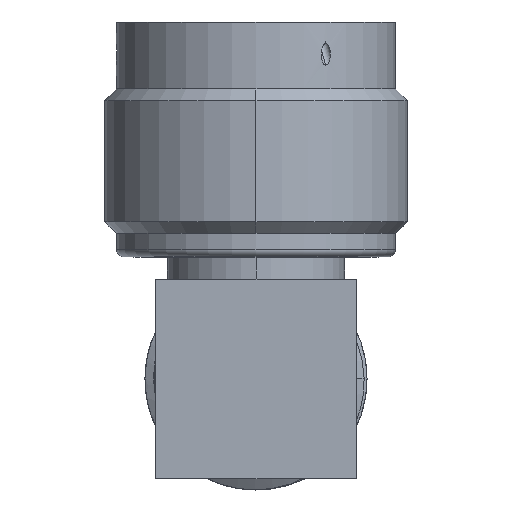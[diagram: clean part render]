
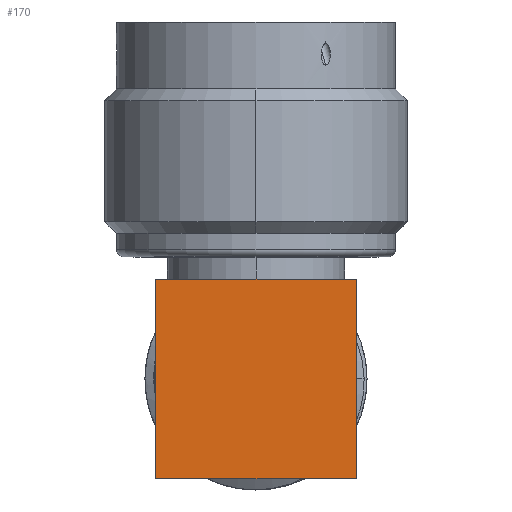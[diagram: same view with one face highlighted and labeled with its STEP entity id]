
A CAD part, left-side view. The second image highlights one B-rep face of the part: STEP entity #170.
In plain terms, the highlighted planar face has unit normal (-1, 0, 0).
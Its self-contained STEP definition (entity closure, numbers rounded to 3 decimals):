
#5=DIRECTION('',(0.,-1.,0.));
#6=VECTOR('',#5,14.288);
#7=CARTESIAN_POINT('',(-7.144,7.144,-7.112));
#8=LINE('',#7,#6);
#35=DIRECTION('',(0.,0.,1.));
#36=VECTOR('',#35,14.224);
#37=CARTESIAN_POINT('',(-7.144,-7.144,-7.112));
#38=LINE('',#37,#36);
#39=DIRECTION('',(0.,0.,1.));
#40=VECTOR('',#39,14.224);
#41=CARTESIAN_POINT('',(-7.144,7.144,-7.112));
#42=LINE('',#41,#40);
#55=DIRECTION('',(0.,-1.,0.));
#56=VECTOR('',#55,14.288);
#57=CARTESIAN_POINT('',(-7.144,7.144,7.112));
#58=LINE('',#57,#56);
#70=CARTESIAN_POINT('',(-7.144,7.144,-7.112));
#72=VERTEX_POINT('',#70);
#73=CARTESIAN_POINT('',(-7.144,-7.144,-7.112));
#74=VERTEX_POINT('',#73);
#78=CARTESIAN_POINT('',(-7.144,7.144,7.112));
#80=VERTEX_POINT('',#78);
#81=CARTESIAN_POINT('',(-7.144,-7.144,7.112));
#82=VERTEX_POINT('',#81);
#158=CARTESIAN_POINT('',(-7.144,7.144,-7.112));
#159=DIRECTION('',(-1.,0.,0.));
#160=DIRECTION('',(0.,-1.,0.));
#161=AXIS2_PLACEMENT_3D('',#158,#159,#160);
#162=PLANE('',#161);
#163=ORIENTED_EDGE('',*,*,#100,.F.);
#164=ORIENTED_EDGE('',*,*,#119,.T.);
#166=ORIENTED_EDGE('',*,*,#165,.T.);
#167=ORIENTED_EDGE('',*,*,#150,.F.);
#168=EDGE_LOOP('',(#163,#164,#166,#167));
#169=FACE_OUTER_BOUND('',#168,.F.);
#100=EDGE_CURVE('',#72,#74,#8,.T.);
#119=EDGE_CURVE('',#72,#80,#42,.T.);
#150=EDGE_CURVE('',#74,#82,#38,.T.);
#165=EDGE_CURVE('',#80,#82,#58,.T.);
#170=ADVANCED_FACE('',(#169),#162,.T.);
